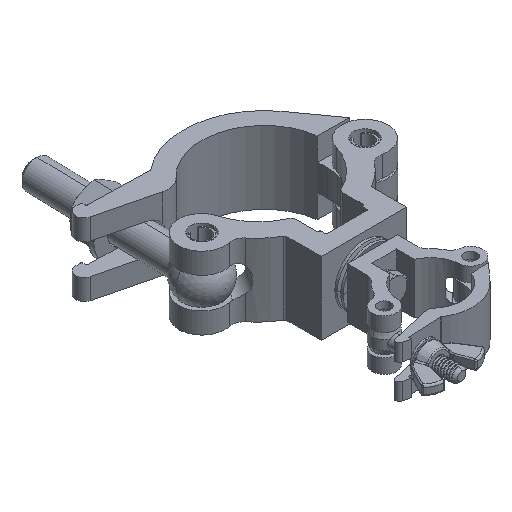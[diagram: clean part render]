
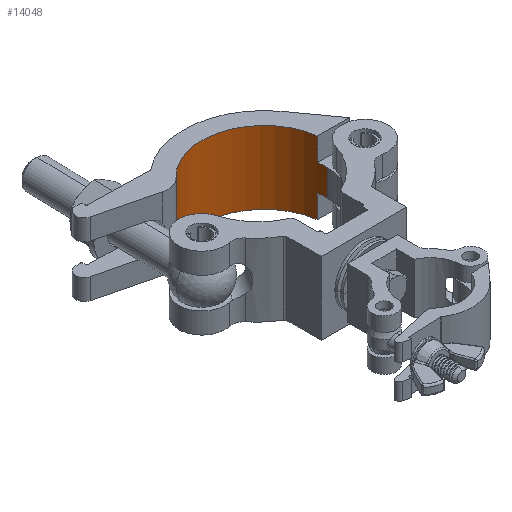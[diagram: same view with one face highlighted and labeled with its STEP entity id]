
A CAD part, isometric view. The second image highlights one B-rep face of the part: STEP entity #14048.
In plain terms, the highlighted cylindrical face has radius 25.6 mm (diameter 51.2 mm), a partial arc.
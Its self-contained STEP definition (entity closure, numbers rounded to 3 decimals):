
#399 = DIRECTION ( 'NONE',  ( 1., 0., 0. ) ) ;
#690 = VERTEX_POINT ( 'NONE', #20132 ) ;
#1565 = CARTESIAN_POINT ( 'NONE',  ( 5.45, 10.5, -9.267 ) ) ;
#2190 = EDGE_CURVE ( 'NONE', #16704, #10784, #17635, .T. ) ;
#2547 = ORIENTED_EDGE ( 'NONE', *, *, #3416, .F. ) ;
#2737 = CARTESIAN_POINT ( 'NONE',  ( -5.45, 6.327, -8.925 ) ) ;
#2752 = CARTESIAN_POINT ( 'NONE',  ( -5.45, 10.5, -9.267 ) ) ;
#2847 = EDGE_CURVE ( 'NONE', #19250, #10784, #18639, .T. ) ;
#3253 = VECTOR ( 'NONE', #19879, 1000. ) ;
#3416 = EDGE_CURVE ( 'NONE', #690, #13165, #20732, .T. ) ;
#3418 = AXIS2_PLACEMENT_3D ( 'NONE', #23730, #10146, #7664 ) ;
#3632 = VERTEX_POINT ( 'NONE', #9920 ) ;
#3910 = CARTESIAN_POINT ( 'NONE',  ( -5.45, 10.5, -9.267 ) ) ;
#4865 = DIRECTION ( 'NONE',  ( -1., 0., 0. ) ) ;
#5071 = EDGE_LOOP ( 'NONE', ( #20746, #13634, #18564, #20607, #5970, #2547, #17521, #19461 ) ) ;
#5968 = CARTESIAN_POINT ( 'NONE',  ( -14.95, 10.5, -9.267 ) ) ;
#5970 = ORIENTED_EDGE ( 'NONE', *, *, #9524, .T. ) ;
#6144 = LINE ( 'NONE', #1565, #3253 ) ;
#6960 = CARTESIAN_POINT ( 'NONE',  ( -14.95, 23.435, -53.569 ) ) ;
#7028 = CYLINDRICAL_SURFACE ( 'NONE', #25376, 25.6 ) ;
#7664 = DIRECTION ( 'NONE',  ( 0., 0., -1. ) ) ;
#8114 = EDGE_CURVE ( 'NONE', #19250, #3632, #8385, .T. ) ;
#8200 = AXIS2_PLACEMENT_3D ( 'NONE', #22973, #4865, #25246 ) ;
#8385 = CIRCLE ( 'NONE', #3418, 25.6 ) ;
#9024 = DIRECTION ( 'NONE',  ( -1., 0., 0. ) ) ;
#9517 = EDGE_CURVE ( 'NONE', #3632, #13286, #6144, .T. ) ;
#9524 = EDGE_CURVE ( 'NONE', #10428, #13165, #17911, .T. ) ;
#9774 = CARTESIAN_POINT ( 'NONE',  ( -5.45, 6.327, -34.525 ) ) ;
#9920 = CARTESIAN_POINT ( 'NONE',  ( 5.45, 10.5, -9.267 ) ) ;
#10146 = DIRECTION ( 'NONE',  ( -1., 0., 0. ) ) ;
#10428 = VERTEX_POINT ( 'NONE', #5968 ) ;
#10441 = CARTESIAN_POINT ( 'NONE',  ( 14.95, 6.327, -8.925 ) ) ;
#10773 = VECTOR ( 'NONE', #11734, 1000. ) ;
#10784 = VERTEX_POINT ( 'NONE', #2737 ) ;
#11734 = DIRECTION ( 'NONE',  ( -1., 0., 0. ) ) ;
#13165 = VERTEX_POINT ( 'NONE', #6960 ) ;
#13201 = DIRECTION ( 'NONE',  ( 0., 0., -1. ) ) ;
#13286 = VERTEX_POINT ( 'NONE', #23233 ) ;
#13634 = ORIENTED_EDGE ( 'NONE', *, *, #2847, .T. ) ;
#13647 = VECTOR ( 'NONE', #9024, 1000. ) ;
#13920 = CARTESIAN_POINT ( 'NONE',  ( 14.95, 23.435, -53.569 ) ) ;
#14048 = ADVANCED_FACE ( 'NONE', ( #25873 ), #7028, .F. ) ;
#15597 = DIRECTION ( 'NONE',  ( -1., 0., 0. ) ) ;
#16184 = CARTESIAN_POINT ( 'NONE',  ( 14.95, 6.327, -34.525 ) ) ;
#16343 = DIRECTION ( 'NONE',  ( 0., 0., 1. ) ) ;
#16704 = VERTEX_POINT ( 'NONE', #3910 ) ;
#17026 = DIRECTION ( 'NONE',  ( -1., 0., 0. ) ) ;
#17521 = ORIENTED_EDGE ( 'NONE', *, *, #20298, .F. ) ;
#17635 = CIRCLE ( 'NONE', #26944, 25.6 ) ;
#17911 = CIRCLE ( 'NONE', #26595, 25.6 ) ;
#18550 = DIRECTION ( 'NONE',  ( 0., 0., 1. ) ) ;
#18564 = ORIENTED_EDGE ( 'NONE', *, *, #2190, .F. ) ;
#18639 = LINE ( 'NONE', #10441, #13647 ) ;
#19250 = VERTEX_POINT ( 'NONE', #19362 ) ;
#19362 = CARTESIAN_POINT ( 'NONE',  ( 5.45, 6.327, -8.925 ) ) ;
#19461 = ORIENTED_EDGE ( 'NONE', *, *, #9517, .F. ) ;
#19879 = DIRECTION ( 'NONE',  ( 1., 0., 0. ) ) ;
#20132 = CARTESIAN_POINT ( 'NONE',  ( 14.95, 23.435, -53.569 ) ) ;
#20298 = EDGE_CURVE ( 'NONE', #13286, #690, #20656, .T. ) ;
#20607 = ORIENTED_EDGE ( 'NONE', *, *, #26800, .T. ) ;
#20656 = CIRCLE ( 'NONE', #8200, 25.6 ) ;
#20725 = DIRECTION ( 'NONE',  ( -1., 0., 0. ) ) ;
#20732 = LINE ( 'NONE', #13920, #24287 ) ;
#20746 = ORIENTED_EDGE ( 'NONE', *, *, #8114, .F. ) ;
#22973 = CARTESIAN_POINT ( 'NONE',  ( 14.95, 6.327, -34.525 ) ) ;
#23233 = CARTESIAN_POINT ( 'NONE',  ( 14.95, 10.5, -9.267 ) ) ;
#23730 = CARTESIAN_POINT ( 'NONE',  ( 5.45, 6.327, -34.525 ) ) ;
#24287 = VECTOR ( 'NONE', #17026, 1000. ) ;
#24288 = LINE ( 'NONE', #2752, #10773 ) ;
#25246 = DIRECTION ( 'NONE',  ( 0., 0., -1. ) ) ;
#25376 = AXIS2_PLACEMENT_3D ( 'NONE', #16184, #20725, #18550 ) ;
#25873 = FACE_OUTER_BOUND ( 'NONE', #5071, .T. ) ;
#26595 = AXIS2_PLACEMENT_3D ( 'NONE', #26851, #15597, #13201 ) ;
#26800 = EDGE_CURVE ( 'NONE', #16704, #10428, #24288, .T. ) ;
#26851 = CARTESIAN_POINT ( 'NONE',  ( -14.95, 6.327, -34.525 ) ) ;
#26944 = AXIS2_PLACEMENT_3D ( 'NONE', #9774, #399, #16343 ) ;
